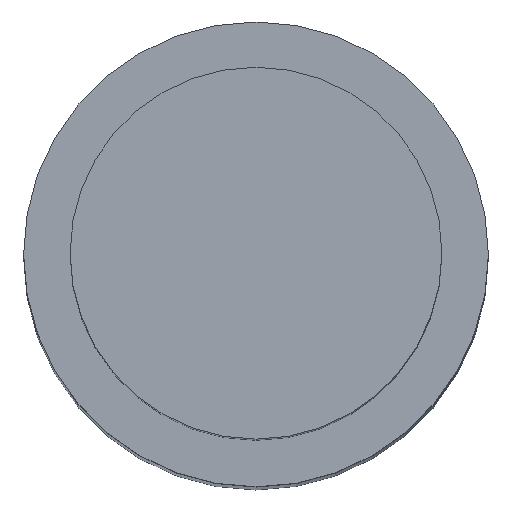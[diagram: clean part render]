
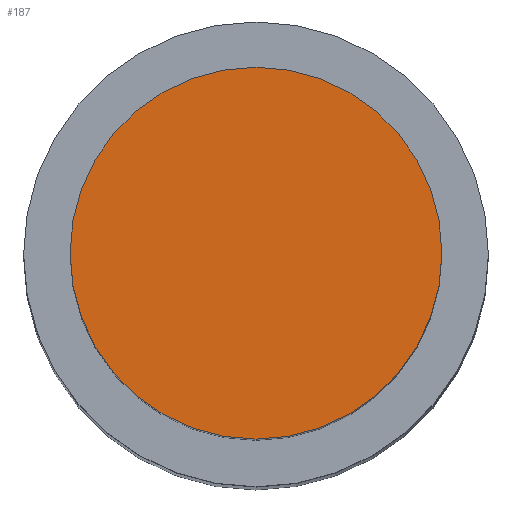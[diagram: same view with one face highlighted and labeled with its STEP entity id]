
A CAD part, top view. The second image highlights one B-rep face of the part: STEP entity #187.
In plain terms, the highlighted planar face has unit normal (0, 0, 1).
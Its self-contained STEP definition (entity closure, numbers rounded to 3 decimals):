
#7 = CIRCLE ( 'NONE', #271, 2. ) ;
#10 = AXIS2_PLACEMENT_3D ( 'NONE', #182, #66, #69 ) ;
#14 = DIRECTION ( 'NONE',  ( 0., 0., -1. ) ) ;
#39 = EDGE_CURVE ( 'NONE', #163, #296, #425, .T. ) ;
#66 = DIRECTION ( 'NONE',  ( 0., 0., 1. ) ) ;
#69 = DIRECTION ( 'NONE',  ( 1., 0., 0. ) ) ;
#82 = DIRECTION ( 'NONE',  ( 0., 0., -1. ) ) ;
#95 = ORIENTED_EDGE ( 'NONE', *, *, #446, .F. ) ;
#105 = CARTESIAN_POINT ( 'NONE',  ( -2., 0., 27. ) ) ;
#114 = AXIS2_PLACEMENT_3D ( 'NONE', #251, #14, #476 ) ;
#125 = EDGE_LOOP ( 'NONE', ( #95, #247 ) ) ;
#143 = FACE_OUTER_BOUND ( 'NONE', #125, .T. ) ;
#163 = VERTEX_POINT ( 'NONE', #105 ) ;
#181 = PLANE ( 'NONE',  #10 ) ;
#182 = CARTESIAN_POINT ( 'NONE',  ( 0., 0., 27. ) ) ;
#187 = ADVANCED_FACE ( 'P', ( #143 ), #181, .T. ) ;
#196 = CARTESIAN_POINT ( 'NONE',  ( 0., 0., 27. ) ) ;
#241 = DIRECTION ( 'NONE',  ( 1., 0., 0. ) ) ;
#247 = ORIENTED_EDGE ( 'NONE', *, *, #39, .F. ) ;
#251 = CARTESIAN_POINT ( 'NONE',  ( 0., 0., 27. ) ) ;
#271 = AXIS2_PLACEMENT_3D ( 'NONE', #196, #82, #241 ) ;
#296 = VERTEX_POINT ( 'NONE', #350 ) ;
#350 = CARTESIAN_POINT ( 'NONE',  ( 2., 0., 27. ) ) ;
#425 = CIRCLE ( 'NONE', #114, 2. ) ;
#446 = EDGE_CURVE ( 'NONE', #296, #163, #7, .T. ) ;
#476 = DIRECTION ( 'NONE',  ( 1., 0., 0. ) ) ;
